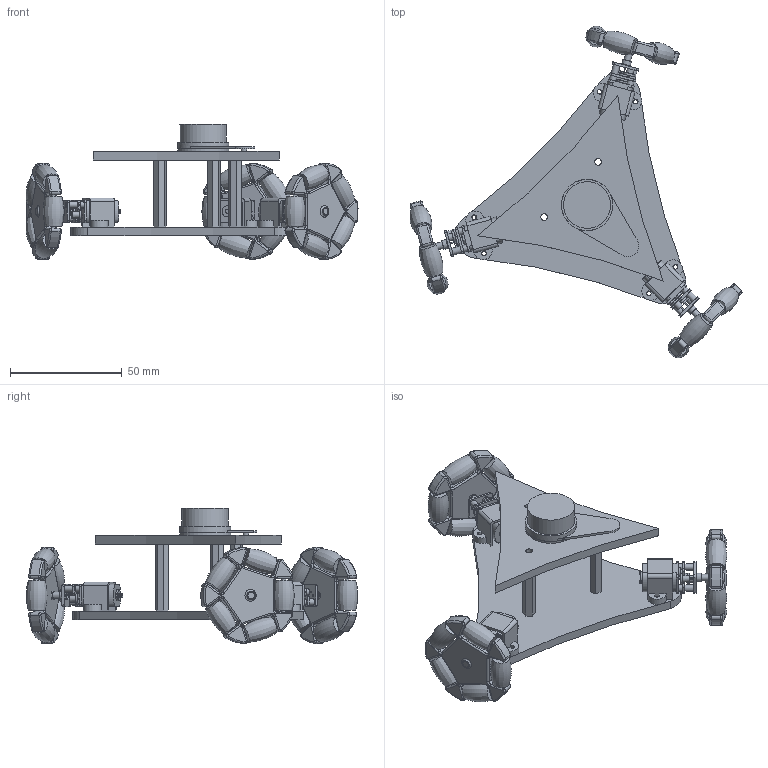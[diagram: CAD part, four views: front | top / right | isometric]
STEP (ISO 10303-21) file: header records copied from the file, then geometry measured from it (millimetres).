
FILE_DESCRIPTION(/* description */ (''),/* implementation_level */ '2;1');
FILE_NAME(/* name */ 'duke_bot v6.step',/* time_stamp */ '2022-08-24T14:05:52+05:30',/* author */ (''),/* organization */ (''),/* preprocessor_version */ 'ST-DEVELOPER v19',/* originating_system */ 'Autodesk Translation Framework v11.7.0.108',/* authorisation */ '');
FILE_SCHEMA (('AUTOMOTIVE_DESIGN { 1 0 10303 214 3 1 1 }'));
Length unit declared in the file: millimetre
Products named in the file (31): duke_bot; base_link; top_surface_holder_3; top_surface_holder_1; top_surface_holder_2; top_surface; lidar; motor_holder_1; motor_holder_2; motor_holder_3; n20_motor_1; n20_motor_3; n20_motor_2; omni_wheel_rim_1; omni_wheel_rim_2; omni_wheel_rim_3; wheel1_beadsb; wheel1_beadsa; wheel1_beadsd; wheel1_beadsc; wheel2_beadsa; wheel2_beadsb; wheel1_beadse; wheel2_beadsc; wheel2_beadse; wheel3_beadsa; wheel3_beadsb; wheel3_beadsc; wheel3_beadsd; wheel3_beadse; wheel2_beadsd
Assembly tree (30 placements, depth 2):
  duke_bot
    base_link
    top_surface_holder_3
    top_surface_holder_1
    top_surface_holder_2
    top_surface
    lidar
    motor_holder_1
    motor_holder_2
    motor_holder_3
    n20_motor_1
    n20_motor_3
    n20_motor_2
    omni_wheel_rim_1
    omni_wheel_rim_2
    omni_wheel_rim_3
    wheel1_beadsb
    wheel1_beadsa
    wheel1_beadsd
    wheel1_beadsc
    wheel2_beadsa
    wheel2_beadsb
    wheel1_beadse
    wheel2_beadsc
    wheel2_beadse
    wheel3_beadsa
    wheel3_beadsb
    wheel3_beadsc
    wheel3_beadsd
    wheel3_beadse
    wheel2_beadsd
Bounding box: 148.89 x 148.67 x 60.61 mm (x, y, z)
Volume: 72082.1 mm3; surface area: 48351.3 mm2
Topology: 30 solids, 30 shells, 1099 faces, 2487 edges, 1545 vertices
Faces by surface type: plane 478, cylinder 435, torus 99, bspline 87
Full cylindrical faces by diameter (mm): 0.4 x15, 1 x12, 1.875 x60, 2 x18, 2.2 x6, 2.5 x1, 3 x30, 3.071 x3, 3.75 x3, 3.9 x3, 4 x3, 5 x6, 21 x2, 23 x2
Entity records: 35527 total; most frequent: CARTESIAN_POINT 8951, DIRECTION 5832, ORIENTED_EDGE 4980, EDGE_CURVE 2490, AXIS2_PLACEMENT_3D 2314, VERTEX_POINT 1545, EDGE_LOOP 1328, CIRCLE 1241
